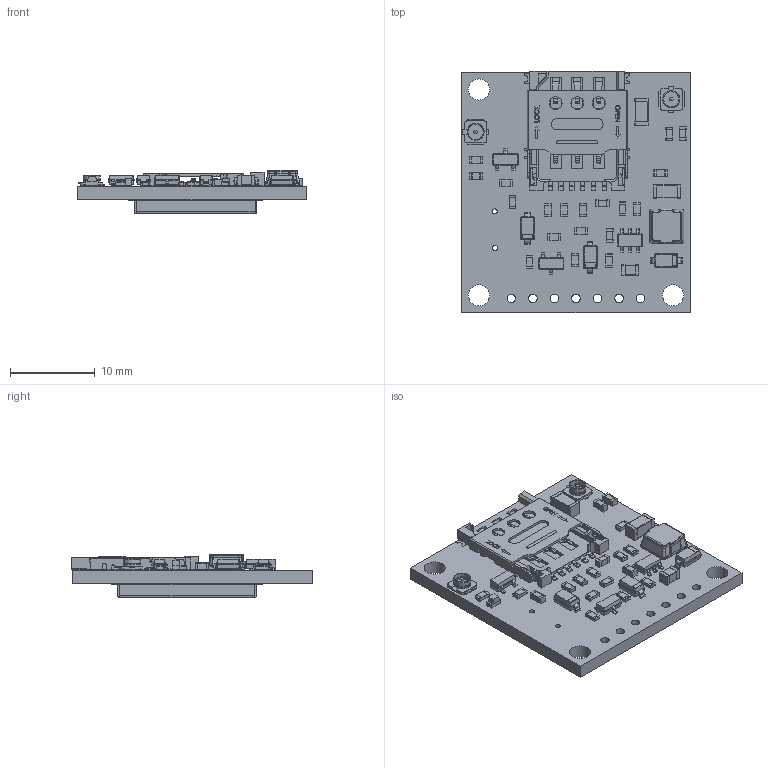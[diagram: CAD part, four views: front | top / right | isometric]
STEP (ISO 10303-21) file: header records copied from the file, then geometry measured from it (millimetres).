
FILE_DESCRIPTION(('KiCad electronic assembly'),'2;1');
FILE_NAME('EC800-4G-GPS-V2.step','2024-09-09T10:08:42',('Pcbnew'),( 'Kicad'),'Open CASCADE STEP processor 7.7','KiCad to STEP converter' ,'Unknown');
FILE_SCHEMA(('AUTOMOTIVE_DESIGN { 1 0 10303 214 1 1 1 1 }'));
Length unit declared in the file: millimetre
Products named in the file (28): EC800-4G-GPS-V2 1; C_1206_3216Metric; Nanosim_openlock; User Library-SIM8060; D_SOD-123; D_SOD_123; TSOT-23-6; TSOT_23_6; LED_0603_1608Metric; C_0805_2012Metric; R_0603_1608Metric; L_0603_1608Metric; C_0603_1608Metric; U.FL_Hirose_U.FL-R-SMT-1_Vertical; L_Bourns-SRN4018; SOT-23; SOT_23; Quectel_EC800K-CN_3D_Dimensions_V1.0; EC800K_ASM; _autosave-EC800-4G-GPS-V2_PCB
Assembly tree (47 placements, depth 3):
  EC800-4G-GPS-V2 1
    C_1206_3216Metric  x2
      C_1206_3216Metric
    Nanosim_openlock
      User Library-SIM8060
    D_SOD-123  x3
      D_SOD_123
    TSOT-23-6
      TSOT_23_6
    LED_0603_1608Metric
      LED_0603_1608Metric
    C_0805_2012Metric
      C_0805_2012Metric
    R_0603_1608Metric  x13
      R_0603_1608Metric
    L_0603_1608Metric
      L_0603_1608Metric
    C_0603_1608Metric  x4
      C_0603_1608Metric
    U.FL_Hirose_U.FL-R-SMT-1_Vertical  x2
      U.FL_Hirose_U.FL-R-SMT-1_Vertical
    L_Bourns-SRN4018
      L_Bourns-SRN4018
    SOT-23  x2
      SOT_23
    Quectel_EC800K-CN_3D_Dimensions_V1.0
      EC800K_ASM
    _autosave-EC800-4G-GPS-V2_PCB
Bounding box: 26.95 x 28.45 x 5.11 mm (x, y, z)
Volume: 1655.7 mm3; surface area: 4053 mm2
Topology: 52 solids, 52 shells, 4505 faces, 12035 edges, 7844 vertices
Faces by surface type: plane 3486, cylinder 664, bspline 225, extrusion 100, torus 16, cone 8, sphere 6
Full cylindrical faces by diameter (mm): 0.4 x2, 0.6 x2, 1 x7, 1.8 x2, 1.92 x2, 2 x4, 2.5 x3
Entity records: 129015 total; most frequent: CARTESIAN_POINT 26181, ORIENTED_EDGE 20634, DIRECTION 18009, EDGE_CURVE 10317, VECTOR 8943, LINE 8843, VERTEX_POINT 6760, AXIS2_PLACEMENT_3D 4533
